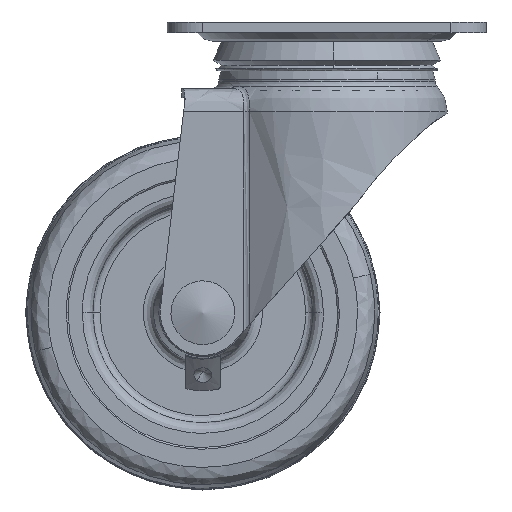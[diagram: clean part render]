
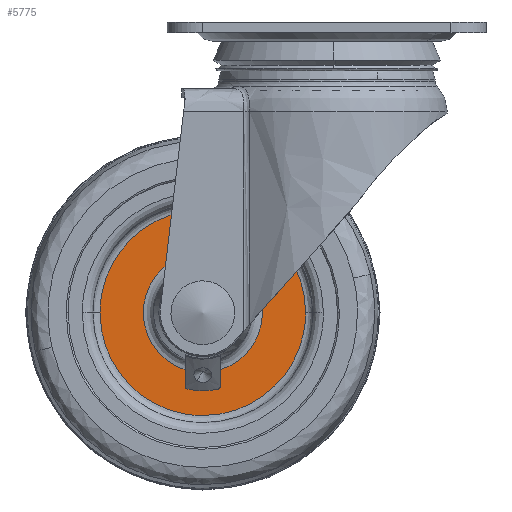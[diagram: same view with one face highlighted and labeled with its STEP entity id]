
A CAD part, front view. The second image highlights one B-rep face of the part: STEP entity #5775.
In plain terms, the highlighted free-form (B-spline) face has degree [1, 1] with [2, 2] control points.
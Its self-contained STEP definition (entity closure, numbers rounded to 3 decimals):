
#5062=CARTESIAN_POINT('',(-64.,-8.,-82.));
#5063=VERTEX_POINT('',#5062);
#5077=CARTESIAN_POINT('',(-35.0,-8.0,-53.));
#5078=VERTEX_POINT('',#5077);
#5079=CARTESIAN_POINT('',(-35.0,-8.0,-53.));
#5080=CARTESIAN_POINT('',(-64.,-8.,-53.));
#5081=CARTESIAN_POINT('',(-64.,-8.,-82.));
#5089=(BOUNDED_CURVE()B_SPLINE_CURVE(2,(#5079,#5080,#5081),.UNSPECIFIED.,.F.,.U.)B_SPLINE_CURVE_WITH_KNOTS((3,3),(0.5,0.75),.UNSPECIFIED.)CURVE()GEOMETRIC_REPRESENTATION_ITEM()RATIONAL_B_SPLINE_CURVE((1.0,0.707,1.0))REPRESENTATION_ITEM(''));
#5090=EDGE_CURVE('',#5078,#5063,#5089,.T.);
#5092=CARTESIAN_POINT('',(-6.,-8.,-82.));
#5093=VERTEX_POINT('',#5092);
#5094=CARTESIAN_POINT('',(-6.,-8.,-82.));
#5095=CARTESIAN_POINT('',(-6.,-8.,-53.));
#5096=CARTESIAN_POINT('',(-35.0,-8.0,-53.));
#5104=(BOUNDED_CURVE()B_SPLINE_CURVE(2,(#5094,#5095,#5096),.UNSPECIFIED.,.F.,.U.)B_SPLINE_CURVE_WITH_KNOTS((3,3),(0.25,0.5),.UNSPECIFIED.)CURVE()GEOMETRIC_REPRESENTATION_ITEM()RATIONAL_B_SPLINE_CURVE((1.,0.707,1.0))REPRESENTATION_ITEM(''));
#5105=EDGE_CURVE('',#5093,#5078,#5104,.T.);
#5155=CARTESIAN_POINT('',(-35.0,-8.0,-111.));
#5156=VERTEX_POINT('',#5155);
#5157=CARTESIAN_POINT('',(-35.0,-8.0,-111.));
#5158=CARTESIAN_POINT('',(-6.,-8.,-111.));
#5159=CARTESIAN_POINT('',(-6.,-8.,-82.));
#5167=(BOUNDED_CURVE()B_SPLINE_CURVE(2,(#5157,#5158,#5159),.UNSPECIFIED.,.F.,.U.)B_SPLINE_CURVE_WITH_KNOTS((3,3),(0.0,0.25),.UNSPECIFIED.)CURVE()GEOMETRIC_REPRESENTATION_ITEM()RATIONAL_B_SPLINE_CURVE((1.0,0.707,1.0))REPRESENTATION_ITEM(''));
#5168=EDGE_CURVE('',#5156,#5093,#5167,.T.);
#5170=CARTESIAN_POINT('',(-64.,-8.,-82.));
#5171=CARTESIAN_POINT('',(-64.,-8.,-111.));
#5172=CARTESIAN_POINT('',(-35.0,-8.0,-111.));
#5180=(BOUNDED_CURVE()B_SPLINE_CURVE(2,(#5170,#5171,#5172),.UNSPECIFIED.,.F.,.U.)B_SPLINE_CURVE_WITH_KNOTS((3,3),(0.75,1.0),.UNSPECIFIED.)CURVE()GEOMETRIC_REPRESENTATION_ITEM()RATIONAL_B_SPLINE_CURVE((1.0,0.707,1.0))REPRESENTATION_ITEM(''));
#5181=EDGE_CURVE('',#5063,#5156,#5180,.T.);
#5230=CARTESIAN_POINT('',(-30.0,-8.0,-98.051));
#5231=VERTEX_POINT('',#5230);
#5267=CARTESIAN_POINT('',(-40.0,-8.0,-98.051));
#5268=VERTEX_POINT('',#5267);
#5269=CARTESIAN_POINT('',(-30.0,-8.0,-98.051));
#5270=CARTESIAN_POINT('',(-28.991,-8.,-97.737));
#5271=CARTESIAN_POINT('',(-26.975,-8.,-96.894));
#5272=CARTESIAN_POINT('',(-24.069,-8.,-94.946));
#5273=CARTESIAN_POINT('',(-21.774,-8.,-92.552));
#5274=CARTESIAN_POINT('',(-20.327,-8.,-90.294));
#5275=CARTESIAN_POINT('',(-19.357,-8.,-88.275));
#5276=CARTESIAN_POINT('',(-18.698,-8.0,-86.326));
#5277=CARTESIAN_POINT('',(-18.222,-8.0,-83.817));
#5278=CARTESIAN_POINT('',(-18.129,-8.,-81.323));
#5279=CARTESIAN_POINT('',(-18.481,-8.,-78.478));
#5280=CARTESIAN_POINT('',(-19.39,-8.,-75.426));
#5281=CARTESIAN_POINT('',(-20.922,-8.,-72.626));
#5282=CARTESIAN_POINT('',(-22.705,-8.,-70.461));
#5283=CARTESIAN_POINT('',(-24.484,-8.,-68.807));
#5284=CARTESIAN_POINT('',(-26.639,-8.,-67.318));
#5285=CARTESIAN_POINT('',(-29.472,-8.,-66.01));
#5286=CARTESIAN_POINT('',(-32.691,-8.,-65.227));
#5287=CARTESIAN_POINT('',(-35.751,-8.,-65.126));
#5288=CARTESIAN_POINT('',(-38.221,-8.,-65.457));
#5289=CARTESIAN_POINT('',(-40.45,-8.,-66.038));
#5290=CARTESIAN_POINT('',(-42.639,-8.,-66.947));
#5291=CARTESIAN_POINT('',(-45.137,-8.,-68.476));
#5292=CARTESIAN_POINT('',(-47.287,-8.,-70.386));
#5293=CARTESIAN_POINT('',(-49.278,-8.,-72.945));
#5294=CARTESIAN_POINT('',(-50.774,-8.,-75.831));
#5295=CARTESIAN_POINT('',(-51.649,-8.,-79.026));
#5296=CARTESIAN_POINT('',(-51.865,-8.,-81.762));
#5297=CARTESIAN_POINT('',(-51.716,-8.,-84.248));
#5298=CARTESIAN_POINT('',(-51.237,-8.,-86.633));
#5299=CARTESIAN_POINT('',(-50.382,-8.,-88.909));
#5300=CARTESIAN_POINT('',(-49.322,-8.0,-90.884));
#5301=CARTESIAN_POINT('',(-47.886,-8.0,-92.92));
#5302=CARTESIAN_POINT('',(-45.819,-8.0,-95.006));
#5303=CARTESIAN_POINT('',(-43.081,-8.0,-96.864));
#5304=CARTESIAN_POINT('',(-41.068,-8.0,-97.719));
#5305=CARTESIAN_POINT('',(-40.0,-8.0,-98.051));
#5306=B_SPLINE_CURVE_WITH_KNOTS('',3,(#5269,#5270,#5271,#5272,#5273,#5274,#5275,#5276,#5277,#5278,#5279,#5280,#5281,#5282,#5283,#5284,#5285,#5286,#5287,#5288,#5289,#5290,#5291,#5292,#5293,#5294,#5295,#5296,#5297,#5298,#5299,#5300,#5301,#5302,#5303,#5304,#5305),.UNSPECIFIED.,.F.,.U.,(4,1,1,1,1,1,1,1,1,1,1,1,1,1,1,1,1,1,1,1,1,1,1,1,1,1,1,1,1,1,1,1,1,1,4),(0.,3.17,6.527,10.443,13.054,14.546,17.157,19.208,22.192,24.616,27.786,31.703,34.127,36.178,38.975,41.959,45.502,48.859,51.097,52.962,55.759,58.183,61.727,64.338,67.881,71.424,74.221,76.086,78.883,81.494,83.359,85.597,88.954,92.124,95.481),.UNSPECIFIED.);
#5307=EDGE_CURVE('',#5231,#5268,#5306,.T.);
#5664=CARTESIAN_POINT('',(-40.0,-8.,-102.616));
#5665=VERTEX_POINT('',#5664);
#5666=CARTESIAN_POINT('',(-40.0,-8.,-102.616));
#5667=CARTESIAN_POINT('',(-40.0,-8.0,-98.051));
#5668=QUASI_UNIFORM_CURVE('',1,(#5666,#5667),.UNSPECIFIED.,.F.,.U.);
#5669=EDGE_CURVE('',#5665,#5268,#5668,.T.);
#5699=CARTESIAN_POINT('',(-30.0,-8.,-102.616));
#5700=VERTEX_POINT('',#5699);
#5706=CARTESIAN_POINT('',(-30.0,-8.0,-98.051));
#5707=CARTESIAN_POINT('',(-30.0,-8.,-102.616));
#5708=QUASI_UNIFORM_CURVE('',1,(#5706,#5707),.UNSPECIFIED.,.F.,.U.);
#5709=EDGE_CURVE('',#5231,#5700,#5708,.T.);
#5716=CARTESIAN_POINT('',(-66.897,-8.0,-50.103));
#5717=CARTESIAN_POINT('',(-66.897,-8.0,-113.897));
#5718=CARTESIAN_POINT('',(-3.103,-8.0,-50.103));
#5719=CARTESIAN_POINT('',(-3.103,-8.0,-113.897));
#5720=B_SPLINE_SURFACE_WITH_KNOTS('',1,1,((#5716,#5718),(#5717,#5719)),.UNSPECIFIED.,.F.,.F.,.U.,(2,2),(2,2),(0.0,63.794),(0.0,63.794),.UNSPECIFIED.);
#5721=ORIENTED_EDGE('',*,*,#5168,.T.);
#5722=ORIENTED_EDGE('',*,*,#5105,.T.);
#5723=ORIENTED_EDGE('',*,*,#5090,.T.);
#5724=ORIENTED_EDGE('',*,*,#5181,.T.);
#5725=EDGE_LOOP('',(#5721,#5722,#5723,#5724));
#5726=FACE_OUTER_BOUND('',#5725,.T.);
#5727=CARTESIAN_POINT('',(-39.19,-8.,-103.597));
#5728=VERTEX_POINT('',#5727);
#5729=CARTESIAN_POINT('',(-39.19,-8.,-103.597));
#5730=CARTESIAN_POINT('',(-40.,-8.,-103.44));
#5731=CARTESIAN_POINT('',(-40.,-8.,-102.616));
#5739=(BOUNDED_CURVE()B_SPLINE_CURVE(2,(#5729,#5730,#5731),.UNSPECIFIED.,.F.,.U.)CURVE()GEOMETRIC_REPRESENTATION_ITEM()QUASI_UNIFORM_CURVE()RATIONAL_B_SPLINE_CURVE((1.0,0.772,1.0))REPRESENTATION_ITEM(''));
#5740=EDGE_CURVE('',#5728,#5665,#5739,.T.);
#5741=ORIENTED_EDGE('',*,*,#5740,.T.);
#5742=ORIENTED_EDGE('',*,*,#5669,.T.);
#5743=ORIENTED_EDGE('',*,*,#5307,.F.);
#5744=ORIENTED_EDGE('',*,*,#5709,.T.);
#5745=CARTESIAN_POINT('',(-30.81,-8.,-103.597));
#5746=VERTEX_POINT('',#5745);
#5747=CARTESIAN_POINT('',(-30.0,-8.,-102.616));
#5748=CARTESIAN_POINT('',(-30.,-8.,-103.44));
#5749=CARTESIAN_POINT('',(-30.81,-8.,-103.597));
#5757=(BOUNDED_CURVE()B_SPLINE_CURVE(2,(#5747,#5748,#5749),.UNSPECIFIED.,.F.,.U.)CURVE()GEOMETRIC_REPRESENTATION_ITEM()QUASI_UNIFORM_CURVE()RATIONAL_B_SPLINE_CURVE((1.0,0.772,1.0))REPRESENTATION_ITEM(''));
#5758=EDGE_CURVE('',#5700,#5746,#5757,.T.);
#5759=ORIENTED_EDGE('',*,*,#5758,.T.);
#5760=CARTESIAN_POINT('',(-30.81,-8.,-103.597));
#5761=CARTESIAN_POINT('',(-35.,-8.,-104.41));
#5762=CARTESIAN_POINT('',(-39.19,-8.,-103.597));
#5770=(BOUNDED_CURVE()B_SPLINE_CURVE(2,(#5760,#5761,#5762),.UNSPECIFIED.,.F.,.U.)CURVE()GEOMETRIC_REPRESENTATION_ITEM()QUASI_UNIFORM_CURVE()RATIONAL_B_SPLINE_CURVE((1.0,0.982,1.0))REPRESENTATION_ITEM(''));
#5771=EDGE_CURVE('',#5746,#5728,#5770,.T.);
#5772=ORIENTED_EDGE('',*,*,#5771,.T.);
#5773=EDGE_LOOP('',(#5741,#5742,#5743,#5744,#5759,#5772));
#5774=FACE_BOUND('',#5773,.T.);
#5775=ADVANCED_FACE('',(#5726,#5774),#5720,.T.);
